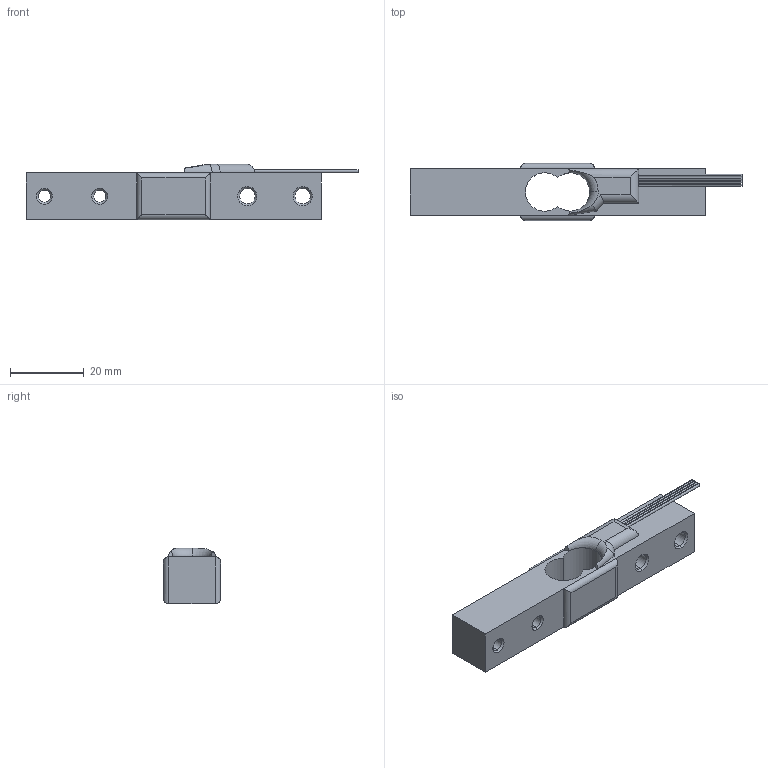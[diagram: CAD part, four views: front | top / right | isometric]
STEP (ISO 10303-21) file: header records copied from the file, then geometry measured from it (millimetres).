
FILE_DESCRIPTION (( 'STEP AP203' ), '1' );
FILE_NAME ('loadcell_FHD.STEP', '2021-06-08T06:32:39', ( '' ), ( '' ), 'SwSTEP 2.0', 'SolidWorks 2015', '' );
FILE_SCHEMA (( 'CONFIG_CONTROL_DESIGN' ));
Length unit declared in the file: millimetre
Products named in the file (1): loadcell_FHD
Bounding box: 90 x 15.5 x 15 mm (x, y, z)
Volume: 11393.4 mm3; surface area: 6967.1 mm2
Topology: 4 solids, 4 shells, 68 faces, 152 edges, 96 vertices
Faces by surface type: cylinder 32, plane 18, cone 16, torus 2
Entity records: 2057 total; most frequent: CARTESIAN_POINT 472, DIRECTION 314, ORIENTED_EDGE 304, EDGE_CURVE 152, AXIS2_PLACEMENT_3D 120, VERTEX_POINT 96, EDGE_LOOP 82, LINE 74
